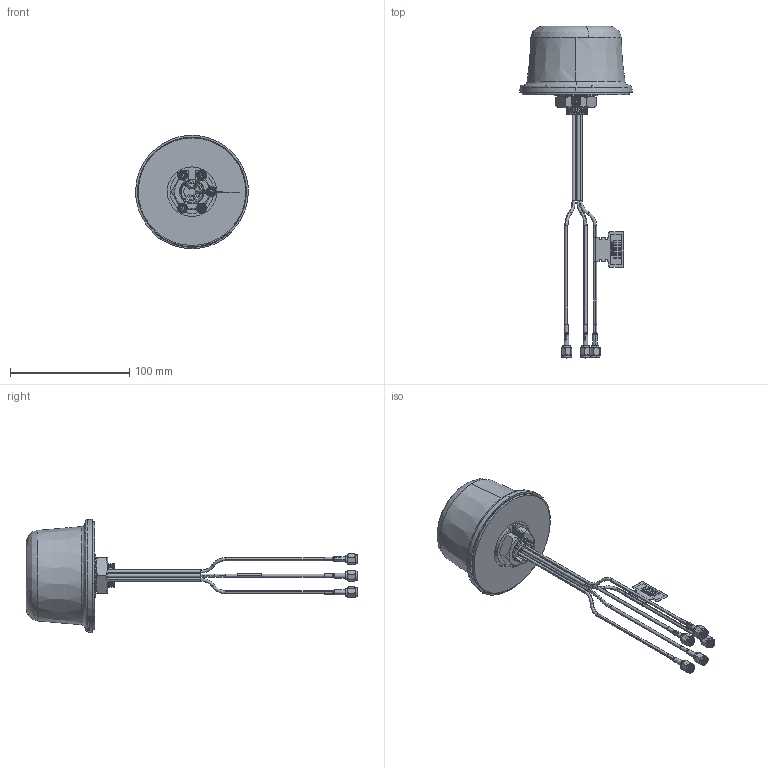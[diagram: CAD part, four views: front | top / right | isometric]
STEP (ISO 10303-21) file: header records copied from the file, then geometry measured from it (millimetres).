
FILE_DESCRIPTION (( 'STEP AP214' ), '1' );
FILE_NAME ('MA850.A.LBICG.001_web.STEP', '2020-02-04T07:53:31', ( '' ), ( '' ), 'SwSTEP 2.0', 'SolidWorks 2017', '' );
FILE_SCHEMA (( 'AUTOMOTIVE_DESIGN' ));
Length unit declared in the file: millimetre
Products named in the file (2): MA850.A.LBICG.001_web
Bounding box: 94.17 x 277.8 x 94.85 mm (x, y, z)
Surface area: 48923.2 mm2 (no closed solid volume)
Topology: 0 solids, 62 shells, 517 faces, 2094 edges, 1628 vertices
Faces by surface type: cylinder 238, plane 121, torus 63, cone 54, bspline 41
Entity records: 51390 total; most frequent: CARTESIAN_POINT 30233, ORIENTED_EDGE 3092, DIRECTION 2735, EDGE_CURVE 2093, VERTEX_POINT 1628, AXIS2_PLACEMENT_3D 972, VECTOR 791, LINE 791
